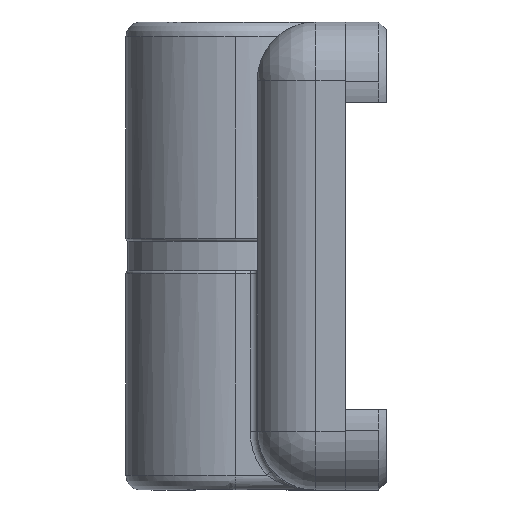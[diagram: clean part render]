
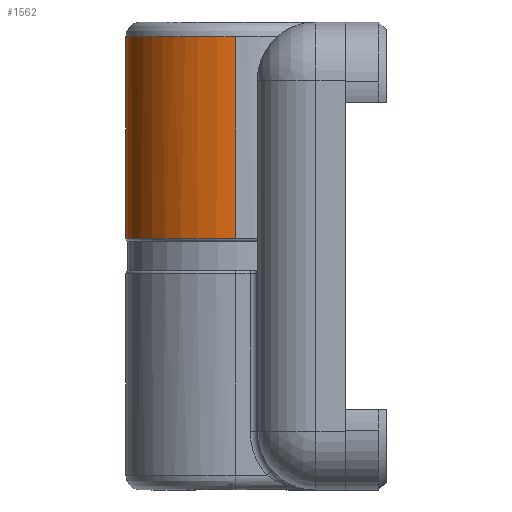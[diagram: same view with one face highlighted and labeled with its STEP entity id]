
A CAD part, left-side view. The second image highlights one B-rep face of the part: STEP entity #1562.
In plain terms, the highlighted cylindrical face has radius 7.5 mm (diameter 15 mm), a partial arc.
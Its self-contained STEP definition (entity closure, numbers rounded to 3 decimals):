
#42 = CARTESIAN_POINT ( 'NONE',  ( -7.5, 0., 15. ) ) ;
#261 = CARTESIAN_POINT ( 'NONE',  ( -3.777, 6.553, 14. ) ) ;
#324 = ORIENTED_EDGE ( 'NONE', *, *, #841, .T. ) ;
#386 = VERTEX_POINT ( 'NONE', #1192 ) ;
#419 = CARTESIAN_POINT ( 'NONE',  ( -7.5, 0., 14. ) ) ;
#463 = VERTEX_POINT ( 'NONE', #419 ) ;
#545 = VERTEX_POINT ( 'NONE', #2083 ) ;
#554 = CARTESIAN_POINT ( 'NONE',  ( -0.982, 7.5, 14. ) ) ;
#608 = CARTESIAN_POINT ( 'NONE',  ( 7.5, 0., 0. ) ) ;
#613 = CARTESIAN_POINT ( 'NONE',  ( 0., 0., 15. ) ) ;
#670 = CYLINDRICAL_SURFACE ( 'NONE', #1957, 7.5 ) ;
#679 = FACE_OUTER_BOUND ( 'NONE', #1974, .T. ) ;
#682 = LINE ( 'NONE', #42, #687 ) ;
#687 = VECTOR ( 'NONE', #1747, 1000. ) ;
#820 = EDGE_CURVE ( 'NONE', #2685, #386, #1305, .T. ) ;
#831 = CARTESIAN_POINT ( 'NONE',  ( -7.5, 0., 14. ) ) ;
#841 = EDGE_CURVE ( 'NONE', #463, #386, #2583, .T. ) ;
#842 = CARTESIAN_POINT ( 'NONE',  ( 1.963, 7.305, 14. ) ) ;
#853 = CARTESIAN_POINT ( 'NONE',  ( 0., 0., 0.2 ) ) ;
#877 = DIRECTION ( 'NONE',  ( 0., 0., 1. ) ) ;
#1051 = CARTESIAN_POINT ( 'NONE',  ( -7.5, 0.982, 14. ) ) ;
#1059 = CARTESIAN_POINT ( 'NONE',  ( 4.609, 5.997, 14. ) ) ;
#1071 = DIRECTION ( 'NONE',  ( 1., 0., 0. ) ) ;
#1095 = DIRECTION ( 'NONE',  ( 0., 0., -1. ) ) ;
#1192 = CARTESIAN_POINT ( 'NONE',  ( 7.5, 0., 14. ) ) ;
#1270 = CARTESIAN_POINT ( 'NONE',  ( 6.553, 3.777, 14. ) ) ;
#1294 = VECTOR ( 'NONE', #877, 1000. ) ;
#1305 = LINE ( 'NONE', #608, #1294 ) ;
#1432 = ORIENTED_EDGE ( 'NONE', *, *, #2010, .T. ) ;
#1482 = CARTESIAN_POINT ( 'NONE',  ( -6.553, 3.777, 14. ) ) ;
#1489 = CARTESIAN_POINT ( 'NONE',  ( 7.5, 0.982, 14. ) ) ;
#1562 = ADVANCED_FACE ( 'NONE', ( #679 ), #670, .T. ) ;
#1567 = EDGE_CURVE ( 'NONE', #463, #545, #682, .T. ) ;
#1692 = CARTESIAN_POINT ( 'NONE',  ( -4.609, 5.998, 14. ) ) ;
#1747 = DIRECTION ( 'NONE',  ( 0., 0., -1. ) ) ;
#1835 = ORIENTED_EDGE ( 'NONE', *, *, #1567, .F. ) ;
#1943 = CARTESIAN_POINT ( 'NONE',  ( -1.963, 7.305, 14. ) ) ;
#1957 = AXIS2_PLACEMENT_3D ( 'NONE', #613, #1095, #1989 ) ;
#1974 = EDGE_LOOP ( 'NONE', ( #1835, #324, #2995, #1432 ) ) ;
#1989 = DIRECTION ( 'NONE',  ( -1., 0., 0. ) ) ;
#2007 = AXIS2_PLACEMENT_3D ( 'NONE', #853, #2452, #1071 ) ;
#2010 = EDGE_CURVE ( 'NONE', #2685, #545, #2150, .T. ) ;
#2083 = CARTESIAN_POINT ( 'NONE',  ( -7.5, 0., 0.2 ) ) ;
#2150 = CIRCLE ( 'NONE', #2007, 7.5 ) ;
#2153 = CARTESIAN_POINT ( 'NONE',  ( 7.5, 0., 0.2 ) ) ;
#2209 = CARTESIAN_POINT ( 'NONE',  ( 0.982, 7.5, 14. ) ) ;
#2434 = CARTESIAN_POINT ( 'NONE',  ( 3.777, 6.553, 14. ) ) ;
#2452 = DIRECTION ( 'NONE',  ( 0., 0., 1. ) ) ;
#2583 = B_SPLINE_CURVE_WITH_KNOTS ( 'NONE', 3,
 ( #831, #1051, #2932, #1482, #3154, #1692, #261, #1943, #554, #2209, #842, #2434, #1059, #2693, #1270, #2940, #1489, #3165 ),
 .UNSPECIFIED., .F., .F.,
 ( 4, 2, 2, 2, 2, 2, 2, 2, 4 ),
 ( 0.333, 0.417, 0.5, 0.583, 0.667, 0.75, 0.833, 0.917, 1. ),
 .UNSPECIFIED. ) ;
#2685 = VERTEX_POINT ( 'NONE', #2153 ) ;
#2693 = CARTESIAN_POINT ( 'NONE',  ( 5.998, 4.609, 14. ) ) ;
#2932 = CARTESIAN_POINT ( 'NONE',  ( -7.305, 1.963, 14. ) ) ;
#2940 = CARTESIAN_POINT ( 'NONE',  ( 7.305, 1.963, 14. ) ) ;
#2995 = ORIENTED_EDGE ( 'NONE', *, *, #820, .F. ) ;
#3154 = CARTESIAN_POINT ( 'NONE',  ( -5.997, 4.609, 14. ) ) ;
#3165 = CARTESIAN_POINT ( 'NONE',  ( 7.5, 0., 14. ) ) ;
